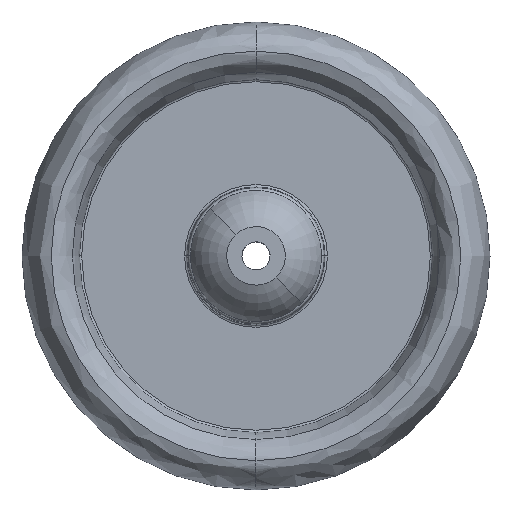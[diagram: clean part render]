
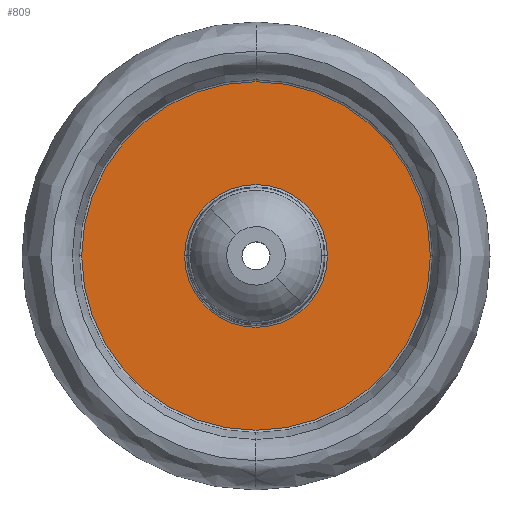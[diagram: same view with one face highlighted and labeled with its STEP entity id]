
A CAD part, top view. The second image highlights one B-rep face of the part: STEP entity #809.
In plain terms, the highlighted planar face has unit normal (0, 0, 1).
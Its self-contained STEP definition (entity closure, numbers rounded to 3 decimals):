
#63 = DIRECTION ( 'NONE',  ( -1., 0., 0. ) ) ;
#113 = CARTESIAN_POINT ( 'NONE',  ( 0., 0., 5.5 ) ) ;
#136 = EDGE_CURVE ( 'NONE', #2955, #859, #2590, .T. ) ;
#164 = EDGE_LOOP ( 'NONE', ( #3130, #3468 ) ) ;
#202 = AXIS2_PLACEMENT_3D ( 'NONE', #2239, #341, #3026 ) ;
#230 = VERTEX_POINT ( 'NONE', #2593 ) ;
#250 = CIRCLE ( 'NONE', #1493, 30.497 ) ;
#259 = CARTESIAN_POINT ( 'NONE',  ( -74.476, 0., 5.5 ) ) ;
#341 = DIRECTION ( 'NONE',  ( 0., 0., -1. ) ) ;
#555 = DIRECTION ( 'NONE',  ( -1., 0., 0. ) ) ;
#613 = CIRCLE ( 'NONE', #2659, 30.497 ) ;
#674 = CARTESIAN_POINT ( 'NONE',  ( -30.497, 0., 5.5 ) ) ;
#809 = ADVANCED_FACE ( 'NONE', ( #2217, #2730 ), #3255, .F. ) ;
#859 = VERTEX_POINT ( 'NONE', #259 ) ;
#1133 = DIRECTION ( 'NONE',  ( 0., 0., -1. ) ) ;
#1199 = EDGE_CURVE ( 'NONE', #2841, #230, #250, .T. ) ;
#1458 = DIRECTION ( 'NONE',  ( 0., 0., -1. ) ) ;
#1493 = AXIS2_PLACEMENT_3D ( 'NONE', #2621, #3123, #1810 ) ;
#1606 = EDGE_CURVE ( 'NONE', #859, #2955, #3434, .T. ) ;
#1654 = ORIENTED_EDGE ( 'NONE', *, *, #136, .F. ) ;
#1727 = EDGE_LOOP ( 'NONE', ( #2681, #1654 ) ) ;
#1810 = DIRECTION ( 'NONE',  ( -1., 0., 0. ) ) ;
#1864 = DIRECTION ( 'NONE',  ( 0., 0., -1. ) ) ;
#2217 = FACE_OUTER_BOUND ( 'NONE', #1727, .T. ) ;
#2239 = CARTESIAN_POINT ( 'NONE',  ( 0., 0., 5.5 ) ) ;
#2428 = CARTESIAN_POINT ( 'NONE',  ( 74.476, 0., 5.5 ) ) ;
#2447 = EDGE_CURVE ( 'NONE', #230, #2841, #613, .T. ) ;
#2492 = DIRECTION ( 'NONE',  ( -1., 0., 0. ) ) ;
#2590 = CIRCLE ( 'NONE', #202, 74.476 ) ;
#2593 = CARTESIAN_POINT ( 'NONE',  ( 30.497, 0., 5.5 ) ) ;
#2621 = CARTESIAN_POINT ( 'NONE',  ( 0., 0., 5.5 ) ) ;
#2659 = AXIS2_PLACEMENT_3D ( 'NONE', #113, #1458, #63 ) ;
#2681 = ORIENTED_EDGE ( 'NONE', *, *, #1606, .F. ) ;
#2730 = FACE_BOUND ( 'NONE', #164, .T. ) ;
#2841 = VERTEX_POINT ( 'NONE', #674 ) ;
#2875 = AXIS2_PLACEMENT_3D ( 'NONE', #2942, #1864, #555 ) ;
#2942 = CARTESIAN_POINT ( 'NONE',  ( 0., 30.497, 5.5 ) ) ;
#2955 = VERTEX_POINT ( 'NONE', #2428 ) ;
#3026 = DIRECTION ( 'NONE',  ( -1., 0., 0. ) ) ;
#3123 = DIRECTION ( 'NONE',  ( 0., 0., -1. ) ) ;
#3130 = ORIENTED_EDGE ( 'NONE', *, *, #1199, .T. ) ;
#3255 = PLANE ( 'NONE',  #2875 ) ;
#3323 = CARTESIAN_POINT ( 'NONE',  ( 0., 0., 5.5 ) ) ;
#3377 = AXIS2_PLACEMENT_3D ( 'NONE', #3323, #1133, #2492 ) ;
#3434 = CIRCLE ( 'NONE', #3377, 74.476 ) ;
#3468 = ORIENTED_EDGE ( 'NONE', *, *, #2447, .T. ) ;
